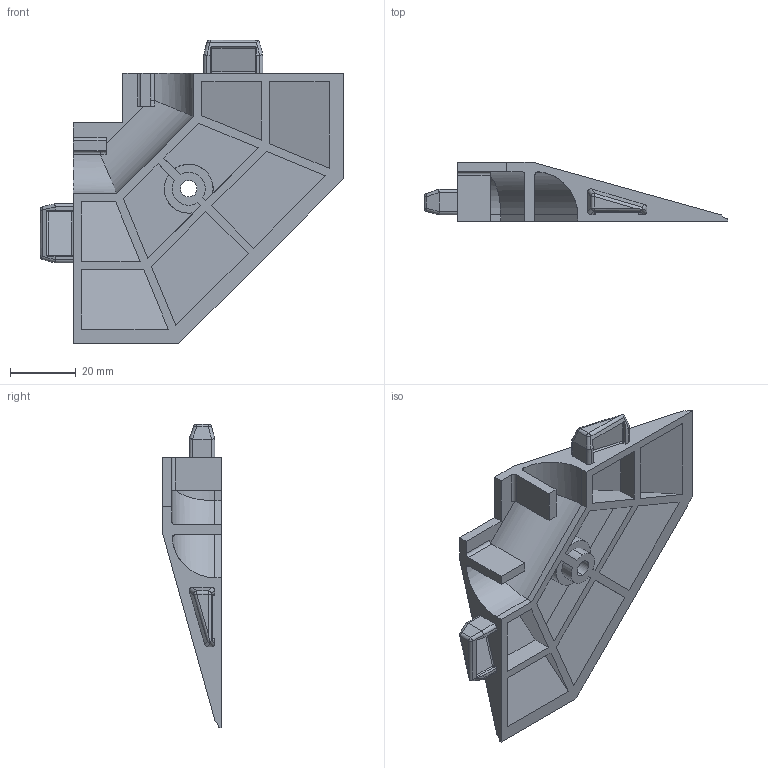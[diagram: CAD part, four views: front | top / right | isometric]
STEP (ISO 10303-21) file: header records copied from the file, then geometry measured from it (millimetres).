
FILE_DESCRIPTION (( 'STEP AP214' ), '1' );
FILE_NAME ('2010-0087.STEP', '2017-11-30T19:28:11', ( '' ), ( '' ), 'SwSTEP 2.0', 'SolidWorks 2017', '' );
FILE_SCHEMA (( 'AUTOMOTIVE_DESIGN' ));
Length unit declared in the file: millimetre
Products named in the file (1): 2010-0087
Bounding box: 92 x 17.8 x 92 mm (x, y, z)
Volume: 21604.2 mm3; surface area: 17461.2 mm2
Topology: 1 solids, 1 shells, 171 faces, 436 edges, 274 vertices
Faces by surface type: plane 99, cylinder 58, sphere 12, bspline 2
Entity records: 5095 total; most frequent: CARTESIAN_POINT 1093, ORIENTED_EDGE 856, DIRECTION 782, EDGE_CURVE 428, LINE 296, VECTOR 296, VERTEX_POINT 270, AXIS2_PLACEMENT_3D 243
